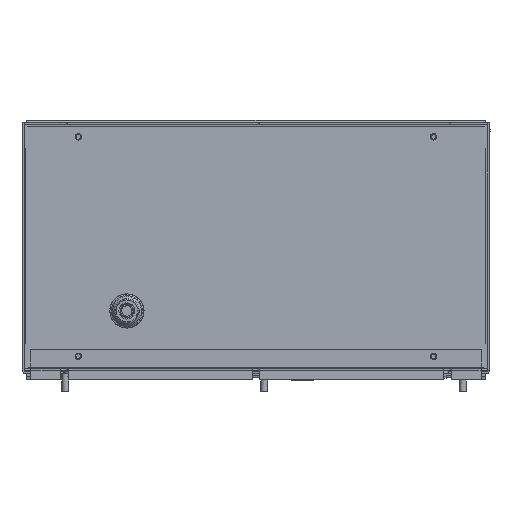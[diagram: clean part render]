
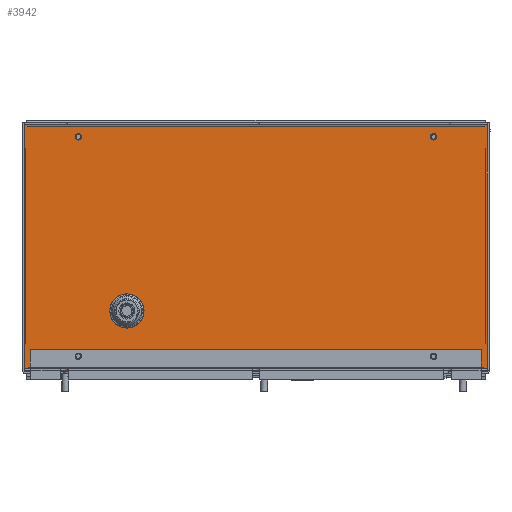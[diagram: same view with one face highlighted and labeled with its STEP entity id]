
A CAD part, front view. The second image highlights one B-rep face of the part: STEP entity #3942.
In plain terms, the highlighted free-form (B-spline) face has degree [1, 1] with [2, 2] control points.
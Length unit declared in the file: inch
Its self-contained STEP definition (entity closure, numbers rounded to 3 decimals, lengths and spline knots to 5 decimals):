
#2080=CARTESIAN_POINT('V176',(6.17208,-4.06,
   -4.06565));
#2081=VERTEX_POINT('V176',#2080);
#2087=CARTESIAN_POINT('E245',(6.17208,-4.06,
   -4.06565));
#2088=CARTESIAN_POINT('E245',(6.17208,-4.06,
   -4.25444));
#2089=CARTESIAN_POINT('E245',(6.00858,-4.06,
   -4.16005));
#2090=CARTESIAN_POINT('E245',(5.84508,-4.06,
   -4.06565));
#2091=CARTESIAN_POINT('E245',(6.00858,-4.06,
   -3.97125));
#2092=CARTESIAN_POINT('E245',(6.17208,-4.06,
   -3.87686));
#2093=CARTESIAN_POINT('E245',(6.17208,-4.06,
   -4.06565));
#2101=(BOUNDED_CURVE()B_SPLINE_CURVE(2,(#2087,#2088,#2089,#2090,
   #2091,#2092,#2093),.CIRCULAR_ARC.,.T.,.U.)
   B_SPLINE_CURVE_WITH_KNOTS((3,2,2,3),(0.0,0.33333,
   0.66667,1.0),.UNSPECIFIED.)CURVE()
   GEOMETRIC_REPRESENTATION_ITEM()RATIONAL_B_SPLINE_CURVE((1.0,
   0.5,1.0,0.5,1.0,0.5,1.0)
   )REPRESENTATION_ITEM('E245'));
#2102=EDGE_CURVE('E245',#2081,#2081,#2101,.T.);
#2149=CARTESIAN_POINT('V175',(6.17208,-4.06,
   3.95235));
#2150=VERTEX_POINT('V175',#2149);
#2156=CARTESIAN_POINT('E244',(6.17208,-4.06,
   3.95235));
#2157=CARTESIAN_POINT('E244',(6.17208,-4.06,
   3.76356));
#2158=CARTESIAN_POINT('E244',(6.00858,-4.06,
   3.85795));
#2159=CARTESIAN_POINT('E244',(5.84508,-4.06,
   3.95235));
#2160=CARTESIAN_POINT('E244',(6.00858,-4.06,
   4.04675));
#2161=CARTESIAN_POINT('E244',(6.17208,-4.06,
   4.14114));
#2162=CARTESIAN_POINT('E244',(6.17208,-4.06,
   3.95235));
#2170=(BOUNDED_CURVE()B_SPLINE_CURVE(2,(#2156,#2157,#2158,#2159,
   #2160,#2161,#2162),.CIRCULAR_ARC.,.T.,.U.)
   B_SPLINE_CURVE_WITH_KNOTS((3,2,2,3),(0.0,0.33333,
   0.66667,1.0),.UNSPECIFIED.)CURVE()
   GEOMETRIC_REPRESENTATION_ITEM()RATIONAL_B_SPLINE_CURVE((1.0,
   0.5,1.0,0.5,1.0,0.5,1.0)
   )REPRESENTATION_ITEM('E244'));
#2171=EDGE_CURVE('E244',#2150,#2150,#2170,.T.);
#2218=CARTESIAN_POINT('V174',(-6.79992,-4.06,
   3.95235));
#2219=VERTEX_POINT('V174',#2218);
#2225=CARTESIAN_POINT('E243',(-6.79992,-4.06,
   3.95235));
#2226=CARTESIAN_POINT('E243',(-6.79992,-4.06,
   3.76356));
#2227=CARTESIAN_POINT('E243',(-6.96342,-4.06,
   3.85795));
#2228=CARTESIAN_POINT('E243',(-7.12692,-4.06,
   3.95235));
#2229=CARTESIAN_POINT('E243',(-6.96342,-4.06,
   4.04675));
#2230=CARTESIAN_POINT('E243',(-6.79992,-4.06,
   4.14114));
#2231=CARTESIAN_POINT('E243',(-6.79992,-4.06,
   3.95235));
#2239=(BOUNDED_CURVE()B_SPLINE_CURVE(2,(#2225,#2226,#2227,#2228,
   #2229,#2230,#2231),.CIRCULAR_ARC.,.T.,.U.)
   B_SPLINE_CURVE_WITH_KNOTS((3,2,2,3),(0.0,0.33333,
   0.66667,1.0),.UNSPECIFIED.)CURVE()
   GEOMETRIC_REPRESENTATION_ITEM()RATIONAL_B_SPLINE_CURVE((1.0,
   0.5,1.0,0.5,1.0,0.5,1.0)
   )REPRESENTATION_ITEM('E243'));
#2240=EDGE_CURVE('E243',#2219,#2219,#2239,.T.);
#2287=CARTESIAN_POINT('V173',(-4.50892,-4.06,
   -2.40665));
#2288=VERTEX_POINT('V173',#2287);
#2294=CARTESIAN_POINT('E242',(-4.50892,-4.06,
   -2.40665));
#2295=CARTESIAN_POINT('E242',(-4.50892,-4.06,
   -3.48918));
#2296=CARTESIAN_POINT('E242',(-5.44642,-4.06,
   -2.94792));
#2297=CARTESIAN_POINT('E242',(-6.38392,-4.06,
   -2.40665));
#2298=CARTESIAN_POINT('E242',(-5.44642,-4.06,
   -1.86538));
#2299=CARTESIAN_POINT('E242',(-4.50892,-4.06,
   -1.32412));
#2300=CARTESIAN_POINT('E242',(-4.50892,-4.06,
   -2.40665));
#2308=(BOUNDED_CURVE()B_SPLINE_CURVE(2,(#2294,#2295,#2296,#2297,
   #2298,#2299,#2300),.CIRCULAR_ARC.,.T.,.U.)
   B_SPLINE_CURVE_WITH_KNOTS((3,2,2,3),(0.0,0.33333,
   0.66667,1.0),.UNSPECIFIED.)CURVE()
   GEOMETRIC_REPRESENTATION_ITEM()RATIONAL_B_SPLINE_CURVE((1.0,
   0.5,1.0,0.5,1.0,0.5,1.0)
   )REPRESENTATION_ITEM('E242'));
#2309=EDGE_CURVE('E242',#2288,#2288,#2308,.T.);
#2356=CARTESIAN_POINT('V172',(-6.79992,-4.06,
   -4.06565));
#2357=VERTEX_POINT('V172',#2356);
#2363=CARTESIAN_POINT('E241',(-6.79992,-4.06,
   -4.06565));
#2364=CARTESIAN_POINT('E241',(-6.79992,-4.06,
   -4.25444));
#2365=CARTESIAN_POINT('E241',(-6.96342,-4.06,
   -4.16005));
#2366=CARTESIAN_POINT('E241',(-7.12692,-4.06,
   -4.06565));
#2367=CARTESIAN_POINT('E241',(-6.96342,-4.06,
   -3.97125));
#2368=CARTESIAN_POINT('E241',(-6.79992,-4.06,
   -3.87686));
#2369=CARTESIAN_POINT('E241',(-6.79992,-4.06,
   -4.06565));
#2377=(BOUNDED_CURVE()B_SPLINE_CURVE(2,(#2363,#2364,#2365,#2366,
   #2367,#2368,#2369),.CIRCULAR_ARC.,.T.,.U.)
   B_SPLINE_CURVE_WITH_KNOTS((3,2,2,3),(0.0,0.33333,
   0.66667,1.0),.UNSPECIFIED.)CURVE()
   GEOMETRIC_REPRESENTATION_ITEM()RATIONAL_B_SPLINE_CURVE((1.0,
   0.5,1.0,0.5,1.0,0.5,1.0)
   )REPRESENTATION_ITEM('E241'));
#2378=EDGE_CURVE('E241',#2357,#2357,#2377,.T.);
#3128=CARTESIAN_POINT('V125',(8.02008,-4.06,
   -4.50965));
#3129=VERTEX_POINT('V125',#3128);
#3143=CARTESIAN_POINT('V126',(-8.86592,-4.06,
   -4.50965));
#3144=VERTEX_POINT('V126',#3143);
#3145=CARTESIAN_POINT('E186',(8.02008,-4.06,
   -4.50965));
#3146=CARTESIAN_POINT('E186',(-8.86592,-4.06,
   -4.50965));
#3147=QUASI_UNIFORM_CURVE('E186',1,(#3145,#3146),.POLYLINE_FORM.,.F.,
   .U.);
#3148=EDGE_CURVE('E186',#3129,#3144,#3147,.T.);
#3319=CARTESIAN_POINT('V122',(8.02008,-4.06,
   4.39635));
#3320=VERTEX_POINT('V122',#3319);
#3321=CARTESIAN_POINT('E193',(8.02008,-4.06,
   4.39635));
#3322=CARTESIAN_POINT('E193',(8.02008,-4.06,
   -4.50965));
#3323=QUASI_UNIFORM_CURVE('E193',1,(#3321,#3322),.POLYLINE_FORM.,.F.,
   .U.);
#3324=EDGE_CURVE('E193',#3320,#3129,#3323,.T.);
#3887=CARTESIAN_POINT('V121',(-8.86592,-4.06,
   4.39635));
#3888=VERTEX_POINT('V121',#3887);
#3889=CARTESIAN_POINT('E189',(-8.86592,-4.06,
   -4.50965));
#3890=CARTESIAN_POINT('E189',(-8.86592,-4.06,
   4.39635));
#3891=QUASI_UNIFORM_CURVE('E189',1,(#3889,#3890),.POLYLINE_FORM.,.F.,
   .U.);
#3892=EDGE_CURVE('E189',#3144,#3888,#3891,.T.);
#3912=CARTESIAN_POINT('F92',(-8.86592,-4.06,
   4.39635));
#3913=CARTESIAN_POINT('F92',(-8.86592,-4.06,
   -4.50965));
#3914=CARTESIAN_POINT('F92',(8.02008,-4.06,
   4.39635));
#3915=CARTESIAN_POINT('F92',(8.02008,-4.06,
   -4.50965));
#3916=B_SPLINE_SURFACE_WITH_KNOTS('F92',1,1,((#3912,#3914),(#3913,
   #3915)),.PLANE_SURF.,.F.,.F.,.U.,(2,2),(2,2),(
   0.00013,0.99987),(0.00013,
   1.89565),.UNSPECIFIED.);
#3917=ORIENTED_EDGE('E189',*,*,#3892,.F.);
#3918=ORIENTED_EDGE('E186',*,*,#3148,.F.);
#3919=ORIENTED_EDGE('E193',*,*,#3324,.F.);
#3920=CARTESIAN_POINT('E182',(-8.86592,-4.06,
   4.39635));
#3921=CARTESIAN_POINT('E182',(8.02008,-4.06,
   4.39635));
#3922=QUASI_UNIFORM_CURVE('E182',1,(#3920,#3921),.POLYLINE_FORM.,.F.,
   .U.);
#3923=EDGE_CURVE('E182',#3888,#3320,#3922,.T.);
#3924=ORIENTED_EDGE('E182',*,*,#3923,.F.);
#3925=EDGE_LOOP('F92',(#3917,#3918,#3919,#3924));
#3926=FACE_OUTER_BOUND('F92',#3925,.T.);
#3927=ORIENTED_EDGE('E241',*,*,#2378,.T.);
#3928=EDGE_LOOP('F92',(#3927));
#3929=FACE_BOUND('F92',#3928,.T.);
#3930=ORIENTED_EDGE('E242',*,*,#2309,.T.);
#3931=EDGE_LOOP('F92',(#3930));
#3932=FACE_BOUND('F92',#3931,.T.);
#3933=ORIENTED_EDGE('E243',*,*,#2240,.T.);
#3934=EDGE_LOOP('F92',(#3933));
#3935=FACE_BOUND('F92',#3934,.T.);
#3936=ORIENTED_EDGE('E244',*,*,#2171,.T.);
#3937=EDGE_LOOP('F92',(#3936));
#3938=FACE_BOUND('F92',#3937,.T.);
#3939=ORIENTED_EDGE('E245',*,*,#2102,.T.);
#3940=EDGE_LOOP('F92',(#3939));
#3941=FACE_BOUND('F92',#3940,.T.);
#3942=ADVANCED_FACE('F92',(#3926,#3929,#3932,#3935,#3938,#3941),
   #3916,.T.);
